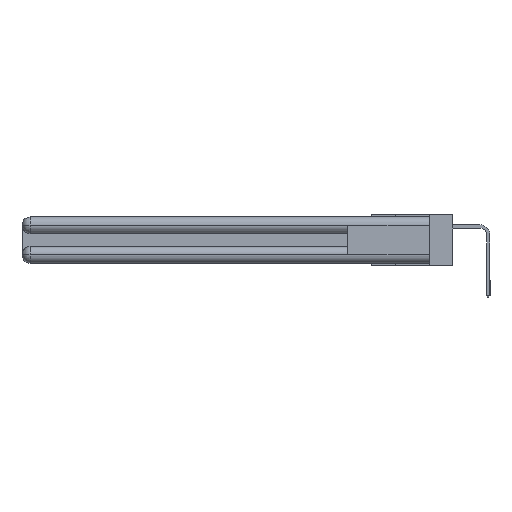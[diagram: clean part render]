
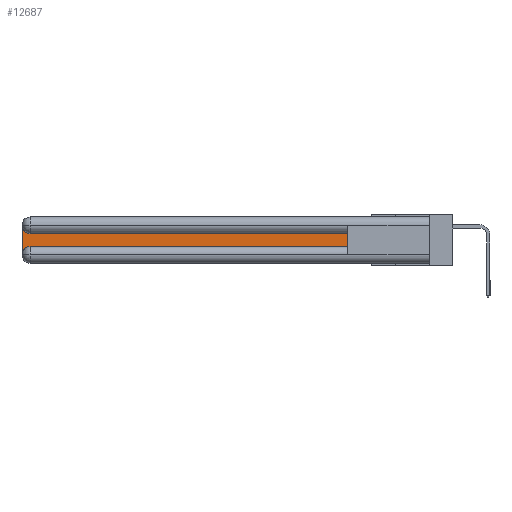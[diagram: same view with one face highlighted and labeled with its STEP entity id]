
A CAD part, left-side view. The second image highlights one B-rep face of the part: STEP entity #12687.
In plain terms, the highlighted planar face has unit normal (-1, 0, 0).
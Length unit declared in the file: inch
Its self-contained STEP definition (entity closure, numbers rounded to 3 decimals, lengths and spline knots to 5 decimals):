
#282 = CARTESIAN_POINT ( 'NONE',  ( 0.075, 2.94, -0.2175 ) ) ;
#1409 = CARTESIAN_POINT ( 'NONE',  ( 0.075, 0.6, -0.2175 ) ) ;
#1414 = AXIS2_PLACEMENT_3D ( 'NONE', #2837, #13228, #2956 ) ;
#1980 = PLANE ( 'NONE',  #11875 ) ;
#2837 = CARTESIAN_POINT ( 'NONE',  ( 0.075, 2.94, -0.0625 ) ) ;
#2956 = DIRECTION ( 'NONE',  ( 0., 0., -1. ) ) ;
#3390 = ORIENTED_EDGE ( 'NONE', *, *, #8738, .T. ) ;
#4380 = ORIENTED_EDGE ( 'NONE', *, *, #7970, .T. ) ;
#4411 = VERTEX_POINT ( 'NONE', #26908 ) ;
#5054 = EDGE_CURVE ( 'NONE', #11796, #11312, #9235, .T. ) ;
#5352 = LINE ( 'NONE', #19724, #12656 ) ;
#7863 = VECTOR ( 'NONE', #11613, 39.37008 ) ;
#7970 = EDGE_CURVE ( 'NONE', #29590, #32146, #19933, .T. ) ;
#8127 = AXIS2_PLACEMENT_3D ( 'NONE', #24171, #26445, #13699 ) ;
#8738 = EDGE_CURVE ( 'NONE', #32146, #4411, #20257, .T. ) ;
#9235 = CIRCLE ( 'NONE', #8127, 0.06 ) ;
#10734 = DIRECTION ( 'NONE',  ( 0., 0., -1. ) ) ;
#11214 = ORIENTED_EDGE ( 'NONE', *, *, #17992, .T. ) ;
#11312 = VERTEX_POINT ( 'NONE', #282 ) ;
#11613 = DIRECTION ( 'NONE',  ( 0., 0., 1. ) ) ;
#11796 = VERTEX_POINT ( 'NONE', #28568 ) ;
#11875 = AXIS2_PLACEMENT_3D ( 'NONE', #22764, #25002, #33012 ) ;
#11921 = CARTESIAN_POINT ( 'NONE',  ( 0.075, 0.6, -0.2175 ) ) ;
#12424 = ORIENTED_EDGE ( 'NONE', *, *, #5054, .T. ) ;
#12577 = VERTEX_POINT ( 'NONE', #11921 ) ;
#12656 = VECTOR ( 'NONE', #27623, 39.37008 ) ;
#12687 = ADVANCED_FACE ( 'NONE', ( #27992 ), #1980, .F. ) ;
#13028 = EDGE_CURVE ( 'NONE', #11312, #12577, #5352, .T. ) ;
#13228 = DIRECTION ( 'NONE',  ( 1., 0., 0. ) ) ;
#13326 = EDGE_LOOP ( 'NONE', ( #4380, #3390, #28475, #12424, #20227, #11214 ) ) ;
#13699 = DIRECTION ( 'NONE',  ( 0., 0., -1. ) ) ;
#15269 = CARTESIAN_POINT ( 'NONE',  ( 0.075, 0.6, -0.1225 ) ) ;
#15926 = CARTESIAN_POINT ( 'NONE',  ( 0.075, 3., -0.2175 ) ) ;
#17992 = EDGE_CURVE ( 'NONE', #12577, #29590, #23557, .T. ) ;
#19724 = CARTESIAN_POINT ( 'NONE',  ( 0.075, 0.6, -0.2175 ) ) ;
#19933 = LINE ( 'NONE', #15269, #21945 ) ;
#20227 = ORIENTED_EDGE ( 'NONE', *, *, #13028, .T. ) ;
#20257 = CIRCLE ( 'NONE', #1414, 0.06 ) ;
#21261 = DIRECTION ( 'NONE',  ( 0., 1., 0. ) ) ;
#21945 = VECTOR ( 'NONE', #21261, 39.37008 ) ;
#22359 = EDGE_CURVE ( 'NONE', #4411, #11796, #23274, .T. ) ;
#22764 = CARTESIAN_POINT ( 'NONE',  ( 0.075, 3., -0.1225 ) ) ;
#23274 = LINE ( 'NONE', #15926, #26097 ) ;
#23557 = LINE ( 'NONE', #1409, #7863 ) ;
#24171 = CARTESIAN_POINT ( 'NONE',  ( 0.075, 2.94, -0.2775 ) ) ;
#24324 = CARTESIAN_POINT ( 'NONE',  ( 0.075, 0.6, -0.1225 ) ) ;
#25002 = DIRECTION ( 'NONE',  ( 1., 0., 0. ) ) ;
#25663 = CARTESIAN_POINT ( 'NONE',  ( 0.075, 2.94, -0.1225 ) ) ;
#26097 = VECTOR ( 'NONE', #10734, 39.37008 ) ;
#26445 = DIRECTION ( 'NONE',  ( 1., 0., 0. ) ) ;
#26908 = CARTESIAN_POINT ( 'NONE',  ( 0.075, 3., -0.0625 ) ) ;
#27623 = DIRECTION ( 'NONE',  ( 0., -1., 0. ) ) ;
#27992 = FACE_OUTER_BOUND ( 'NONE', #13326, .T. ) ;
#28475 = ORIENTED_EDGE ( 'NONE', *, *, #22359, .T. ) ;
#28568 = CARTESIAN_POINT ( 'NONE',  ( 0.075, 3., -0.2775 ) ) ;
#29590 = VERTEX_POINT ( 'NONE', #24324 ) ;
#32146 = VERTEX_POINT ( 'NONE', #25663 ) ;
#33012 = DIRECTION ( 'NONE',  ( 0., 0., -1. ) ) ;
